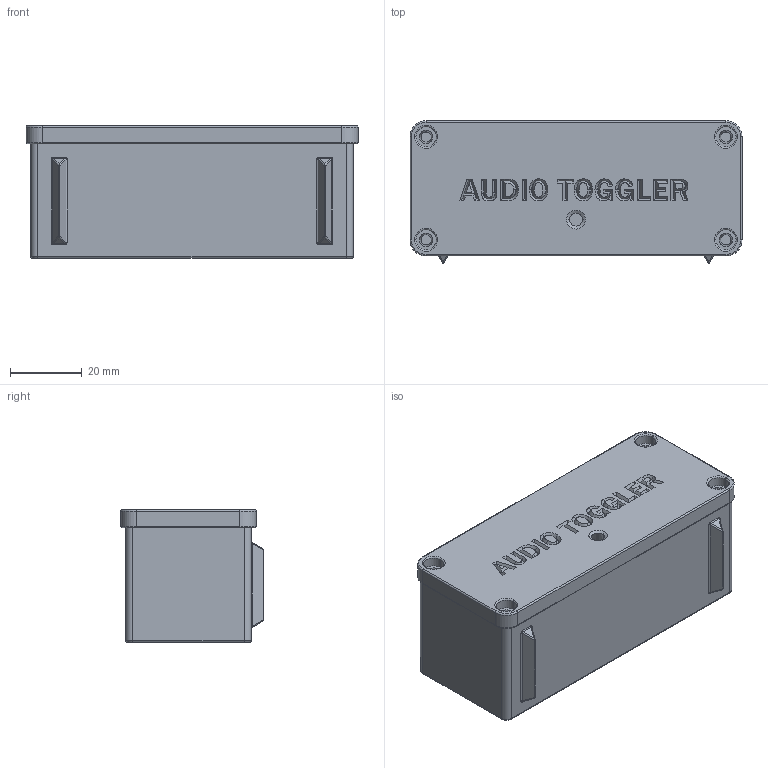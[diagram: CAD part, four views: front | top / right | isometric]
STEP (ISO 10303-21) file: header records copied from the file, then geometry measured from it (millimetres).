
FILE_DESCRIPTION (( 'STEP AP214' ), '1' );
FILE_NAME ('Enclosure V2.STEP', '2025-01-22T15:37:25', ( '' ), ( '' ), 'SwSTEP 2.0', 'SolidWorks 2025', '' );
FILE_SCHEMA (( 'AUTOMOTIVE_DESIGN' ));
Length unit declared in the file: millimetre
Products named in the file (1): Enclosure V2
Bounding box: 92.8 x 39.8 x 37 mm (x, y, z)
Volume: 37987.1 mm3; surface area: 30475.5 mm2
Topology: 2 solids, 2 shells, 347 faces, 888 edges, 566 vertices
Faces by surface type: plane 173, cylinder 60, bspline 60, cone 34, torus 20
Entity records: 17066 total; most frequent: CARTESIAN_POINT 9126, ORIENTED_EDGE 1776, DIRECTION 1425, EDGE_CURVE 888, VERTEX_POINT 566, AXIS2_PLACEMENT_3D 486, VECTOR 453, LINE 453
